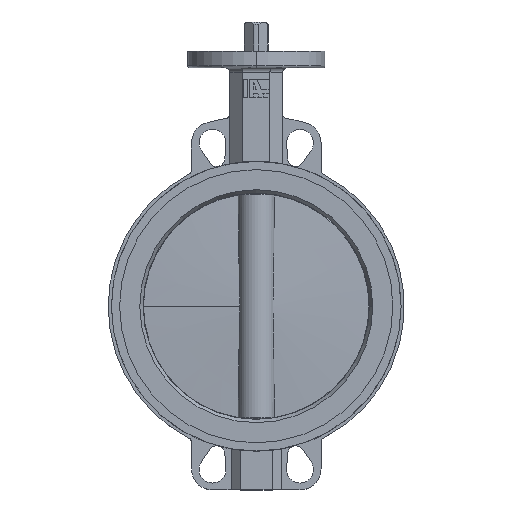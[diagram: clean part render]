
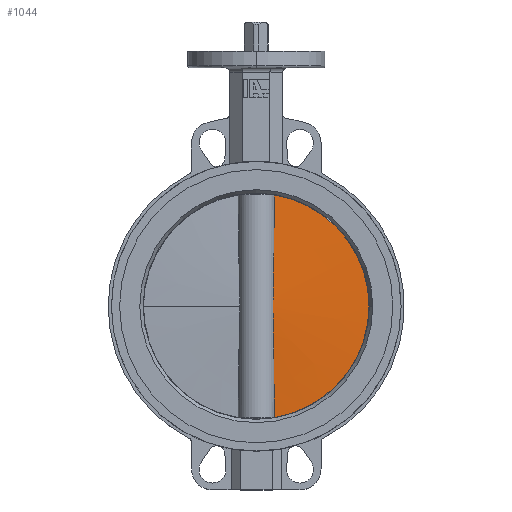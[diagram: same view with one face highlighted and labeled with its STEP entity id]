
A CAD part, top view. The second image highlights one B-rep face of the part: STEP entity #1044.
In plain terms, the highlighted conical face has half-angle 87.237 degrees and reference radius 20719 mm.
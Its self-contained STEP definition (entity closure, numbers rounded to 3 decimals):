
#79 = AXIS2_PLACEMENT_3D ( 'NONE', #4427, #4428, #4426 ) ;
#162 = AXIS2_PLACEMENT_3D ( 'NONE', #2470, #2471, #2472 ) ;
#694 = CARTESIAN_POINT ( 'NONE',  ( 3.529, 111.64, -19.692 ) ) ;
#695 = CARTESIAN_POINT ( 'NONE',  ( 3.045, 121.788, -19.767 ) ) ;
#696 = CARTESIAN_POINT ( 'NONE',  ( 3.045, 0., 0. ) ) ;
#697 = DIRECTION ( 'NONE',  ( 1., 0., 0. ) ) ;
#698 = DIRECTION ( 'NONE',  ( 0., 0., -1. ) ) ;
#796 = CARTESIAN_POINT ( 'NONE',  ( 3.045, 0., -123.381 ) ) ;
#827 = CARTESIAN_POINT ( 'NONE',  ( 3.045, -121.788, -19.767 ) ) ;
#1044 = ADVANCED_FACE ( 'NONE', ( #6276 ), #6284, .T. ) ;
#1141 = EDGE_CURVE ( 'NONE', #6466, #6435, #5349, .T. ) ;
#1767 = VERTEX_POINT ( 'NONE', #1993 ) ;
#1993 = CARTESIAN_POINT ( 'NONE',  ( 3.045, 121.788, -19.767 ) ) ;
#2252 = AXIS2_PLACEMENT_3D ( 'NONE', #696, #697, #698 ) ;
#2470 = CARTESIAN_POINT ( 'NONE',  ( 3.045, 0., 0. ) ) ;
#2471 = DIRECTION ( 'NONE',  ( 1., 0., 0. ) ) ;
#2472 = DIRECTION ( 'NONE',  ( 0., 0., -1. ) ) ;
#3342 = B_SPLINE_CURVE_WITH_KNOTS ( 'NONE', 3,
 ( #3969, #3970, #3974, #3975, #3976, #3977, #3978, #3979, #3980, #3981, #3982, #3983, #3984, #3985, #3986, #3987, #3988, #3989, #3990, #3991, #3992, #3993, #3994, #3995, #694, #695 ),
 .UNSPECIFIED., .F., .F.,
 ( 4, 2, 2, 2, 2, 2, 2, 2, 2, 2, 2, 2, 4 ),
 ( -0.11, -0.079, -0.049, -0.033, -0.018, -0.003, 0.012, 0.028, 0.043, 0.058, 0.073, 0.104, 0.134 ),
 .UNSPECIFIED. ) ;
#3969 = CARTESIAN_POINT ( 'NONE',  ( 3.045, -121.788, -19.767 ) ) ;
#3970 = CARTESIAN_POINT ( 'NONE',  ( 3.529, -111.64, -19.692 ) ) ;
#3974 = CARTESIAN_POINT ( 'NONE',  ( 4.012, -101.493, -19.6 ) ) ;
#3975 = CARTESIAN_POINT ( 'NONE',  ( 4.972, -81.198, -19.378 ) ) ;
#3976 = CARTESIAN_POINT ( 'NONE',  ( 5.45, -71.051, -19.249 ) ) ;
#3977 = CARTESIAN_POINT ( 'NONE',  ( 6.154, -55.83, -19.031 ) ) ;
#3978 = CARTESIAN_POINT ( 'NONE',  ( 6.387, -50.756, -18.954 ) ) ;
#3979 = CARTESIAN_POINT ( 'NONE',  ( 6.842, -40.609, -18.795 ) ) ;
#3980 = CARTESIAN_POINT ( 'NONE',  ( 7.066, -35.535, -18.712 ) ) ;
#3981 = CARTESIAN_POINT ( 'NONE',  ( 7.488, -25.386, -18.547 ) ) ;
#3982 = CARTESIAN_POINT ( 'NONE',  ( 7.688, -20.311, -18.464 ) ) ;
#3983 = CARTESIAN_POINT ( 'NONE',  ( 8.006, -10.156, -18.328 ) ) ;
#3984 = CARTESIAN_POINT ( 'NONE',  ( 8.118, -5.078, -18.278 ) ) ;
#3985 = CARTESIAN_POINT ( 'NONE',  ( 8.118, 5.079, -18.278 ) ) ;
#3986 = CARTESIAN_POINT ( 'NONE',  ( 8.006, 10.159, -18.329 ) ) ;
#3987 = CARTESIAN_POINT ( 'NONE',  ( 7.688, 20.313, -18.464 ) ) ;
#3988 = CARTESIAN_POINT ( 'NONE',  ( 7.488, 25.388, -18.547 ) ) ;
#3989 = CARTESIAN_POINT ( 'NONE',  ( 7.066, 35.537, -18.712 ) ) ;
#3990 = CARTESIAN_POINT ( 'NONE',  ( 6.842, 40.61, -18.795 ) ) ;
#3991 = CARTESIAN_POINT ( 'NONE',  ( 6.386, 50.758, -18.954 ) ) ;
#3992 = CARTESIAN_POINT ( 'NONE',  ( 6.154, 55.831, -19.031 ) ) ;
#3993 = CARTESIAN_POINT ( 'NONE',  ( 5.45, 71.052, -19.249 ) ) ;
#3994 = CARTESIAN_POINT ( 'NONE',  ( 4.972, 81.199, -19.378 ) ) ;
#3995 = CARTESIAN_POINT ( 'NONE',  ( 4.012, 101.493, -19.6 ) ) ;
#4426 = DIRECTION ( 'NONE',  ( 0., 0., 1. ) ) ;
#4427 = CARTESIAN_POINT ( 'NONE',  ( -991., 0., 0. ) ) ;
#4428 = DIRECTION ( 'NONE',  ( -1., 0., 0. ) ) ;
#4609 = EDGE_CURVE ( 'NONE', #6466, #1767, #3342, .T. ) ;
#4610 = EDGE_CURVE ( 'NONE', #6435, #1767, #5705, .T. ) ;
#4897 = ORIENTED_EDGE ( 'NONE', *, *, #4610, .T. ) ;
#4898 = ORIENTED_EDGE ( 'NONE', *, *, #1141, .T. ) ;
#4899 = ORIENTED_EDGE ( 'NONE', *, *, #4609, .F. ) ;
#5349 = CIRCLE ( 'NONE', #162, 123.381 ) ;
#5705 = CIRCLE ( 'NONE', #2252, 123.381 ) ;
#5742 = EDGE_LOOP ( 'NONE', ( #4899, #4898, #4897 ) ) ;
#6276 = FACE_OUTER_BOUND ( 'NONE', #5742, .T. ) ;
#6284 = CONICAL_SURFACE ( 'NONE', #79, 20718.968, 1.523 ) ;
#6435 = VERTEX_POINT ( 'NONE', #796 ) ;
#6466 = VERTEX_POINT ( 'NONE', #827 ) ;
